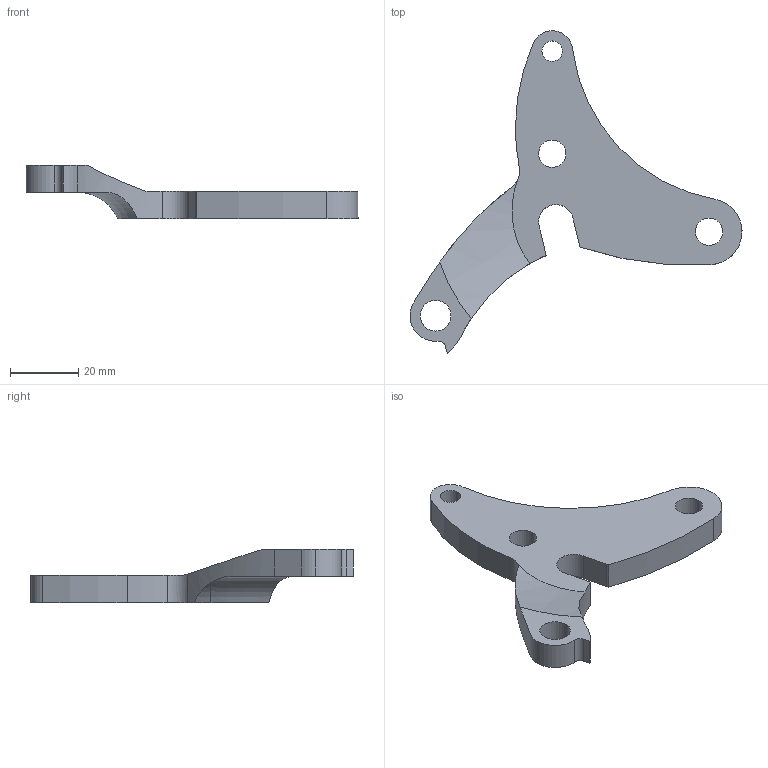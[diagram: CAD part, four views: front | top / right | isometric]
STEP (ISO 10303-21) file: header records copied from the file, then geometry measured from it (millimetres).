
FILE_DESCRIPTION (( 'STEP AP214' ), '1' );
FILE_NAME ('DR4047.STEP', '2018-11-19T21:56:39', ( 'JeffCAD' ), ( 'Microsoft' ), 'SwSTEP 2.0', 'SolidWorks 2018', '' );
FILE_SCHEMA (( 'AUTOMOTIVE_DESIGN' ));
Length unit declared in the file: millimetre
Products named in the file (1): DR4047
Bounding box: 97.19 x 94.39 x 15.62 mm (x, y, z)
Volume: 21470.2 mm3; surface area: 9021.1 mm2
Topology: 1 solids, 1 shells, 35 faces, 99 edges, 66 vertices
Faces by surface type: cylinder 24, plane 8, torus 2, cone 1
Entity records: 1270 total; most frequent: CARTESIAN_POINT 263, DIRECTION 222, ORIENTED_EDGE 198, EDGE_CURVE 99, AXIS2_PLACEMENT_3D 93, VERTEX_POINT 66, CIRCLE 57, EDGE_LOOP 43
